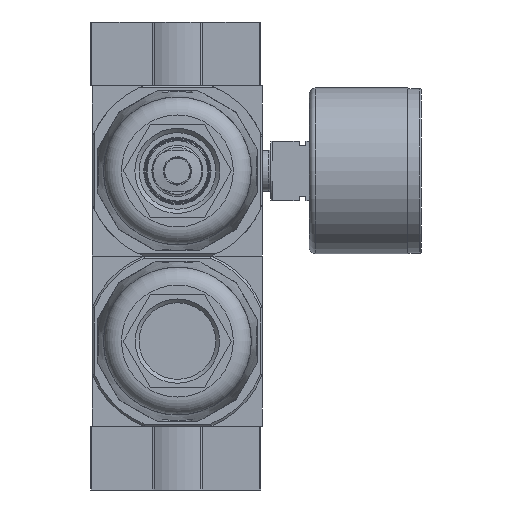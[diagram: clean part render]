
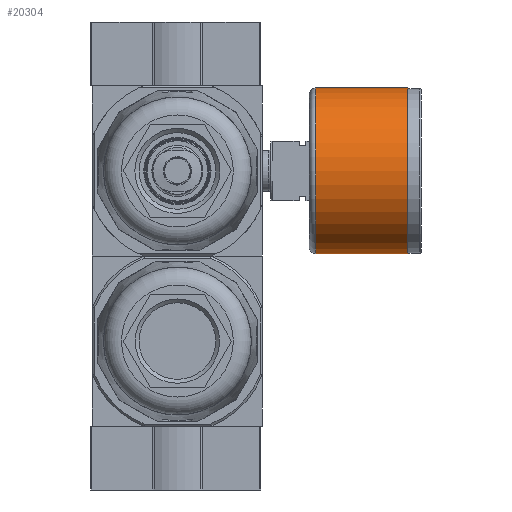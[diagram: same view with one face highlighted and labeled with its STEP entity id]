
A CAD part, front view. The second image highlights one B-rep face of the part: STEP entity #20304.
In plain terms, the highlighted cylindrical face has radius 19.5 mm (diameter 39 mm), a full revolution.
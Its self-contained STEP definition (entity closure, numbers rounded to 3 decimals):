
#812=CYLINDRICAL_SURFACE('',#21669,19.5);
#5048=ORIENTED_EDGE('',*,*,#8259,.F.);
#5049=ORIENTED_EDGE('',*,*,#8260,.T.);
#8259=EDGE_CURVE('',#10078,#10078,#11207,.T.);
#8260=EDGE_CURVE('',#10079,#10079,#11208,.T.);
#10078=VERTEX_POINT('',#29758);
#10079=VERTEX_POINT('',#29761);
#11207=CIRCLE('',#21668,19.5);
#11208=CIRCLE('',#21670,19.5);
#12171=EDGE_LOOP('',(#5048));
#12172=EDGE_LOOP('',(#5049));
#13324=FACE_BOUND('',#12171,.T.);
#13325=FACE_BOUND('',#12172,.T.);
#20304=ADVANCED_FACE('',(#13324,#13325),#812,.T.);
#21668=AXIS2_PLACEMENT_3D('',#29757,#24822,#24823);
#21669=AXIS2_PLACEMENT_3D('',#29759,#24824,#24825);
#21670=AXIS2_PLACEMENT_3D('',#29760,#24826,#24827);
#24822=DIRECTION('',(1.,0.,0.));
#24823=DIRECTION('',(0.,0.,-1.));
#24824=DIRECTION('',(1.,0.,0.));
#24825=DIRECTION('',(0.,0.,-1.));
#24826=DIRECTION('',(1.,0.,0.));
#24827=DIRECTION('',(0.,0.,-1.));
#29757=CARTESIAN_POINT('',(-3.2,0.,0.));
#29758=CARTESIAN_POINT('',(-3.2,0.,-19.5));
#29759=CARTESIAN_POINT('',(0.,0.,0.));
#29760=CARTESIAN_POINT('',(-24.85,0.,0.));
#29761=CARTESIAN_POINT('',(-24.85,0.,-19.5));
